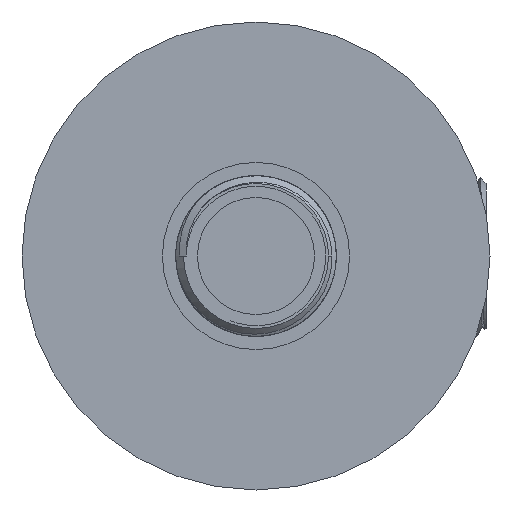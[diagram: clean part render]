
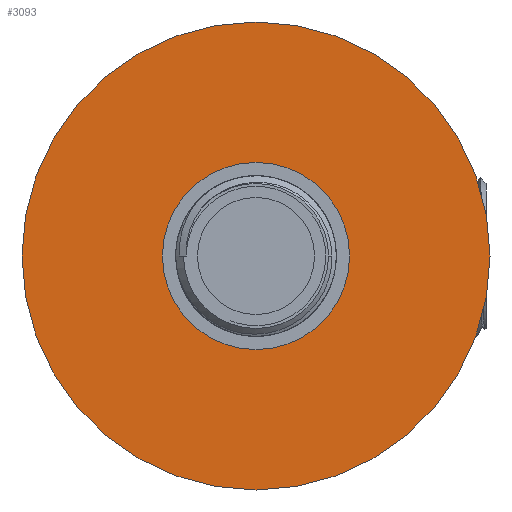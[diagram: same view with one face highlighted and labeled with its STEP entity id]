
A CAD part, left-side view. The second image highlights one B-rep face of the part: STEP entity #3093.
In plain terms, the highlighted planar face has unit normal (-1, 0, 0).
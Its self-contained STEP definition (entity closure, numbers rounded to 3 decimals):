
#56=CARTESIAN_POINT('',(5.,0.,0.));
#57=DIRECTION('',(1.,0.,0.));
#58=DIRECTION('',(0.,1.,0.));
#59=AXIS2_PLACEMENT_3D('',#56,#57,#58);
#116=CARTESIAN_POINT('',(5.,0.,0.));
#117=DIRECTION('',(1.,0.,0.));
#118=DIRECTION('',(0.,-1.,0.));
#119=AXIS2_PLACEMENT_3D('',#116,#117,#118);
#291=CARTESIAN_POINT('',(5.,0.,0.));
#292=DIRECTION('',(1.,0.,0.));
#293=DIRECTION('',(0.,1.,0.));
#294=AXIS2_PLACEMENT_3D('',#291,#292,#293);
#296=CARTESIAN_POINT('',(5.,0.,0.));
#297=DIRECTION('',(-1.,0.,0.));
#298=DIRECTION('',(0.,1.,0.));
#299=AXIS2_PLACEMENT_3D('',#296,#297,#298);
#2609=CARTESIAN_POINT('',(5.,30.,0.));
#2610=CARTESIAN_POINT('',(5.,-30.,0.));
#2611=VERTEX_POINT('',#2609);
#2612=VERTEX_POINT('',#2610);
#2617=CARTESIAN_POINT('',(5.,12.,0.));
#2618=CARTESIAN_POINT('',(5.,-12.,0.));
#2619=VERTEX_POINT('',#2617);
#2620=VERTEX_POINT('',#2618);
#3078=CARTESIAN_POINT('',(5.,0.,0.));
#3079=DIRECTION('',(-1.,0.,0.));
#3080=DIRECTION('',(0.,1.,0.));
#3081=AXIS2_PLACEMENT_3D('',#3078,#3079,#3080);
#3082=PLANE('',#3081);
#3084=ORIENTED_EDGE('',*,*,#3083,.T.);
#3086=ORIENTED_EDGE('',*,*,#3085,.F.);
#3087=EDGE_LOOP('',(#3084,#3086));
#3088=FACE_OUTER_BOUND('',#3087,.F.);
#3089=ORIENTED_EDGE('',*,*,#2676,.F.);
#3090=ORIENTED_EDGE('',*,*,#2733,.F.);
#3091=EDGE_LOOP('',(#3089,#3090));
#3092=FACE_BOUND('',#3091,.F.);
#60=CIRCLE('',#59,12.);
#120=CIRCLE('',#119,12.);
#295=CIRCLE('',#294,30.);
#300=CIRCLE('',#299,30.);
#2676=EDGE_CURVE('',#2619,#2620,#60,.T.);
#2733=EDGE_CURVE('',#2620,#2619,#120,.T.);
#3083=EDGE_CURVE('',#2611,#2612,#295,.T.);
#3085=EDGE_CURVE('',#2611,#2612,#300,.T.);
#3093=ADVANCED_FACE('',(#3088,#3092),#3082,.T.);
